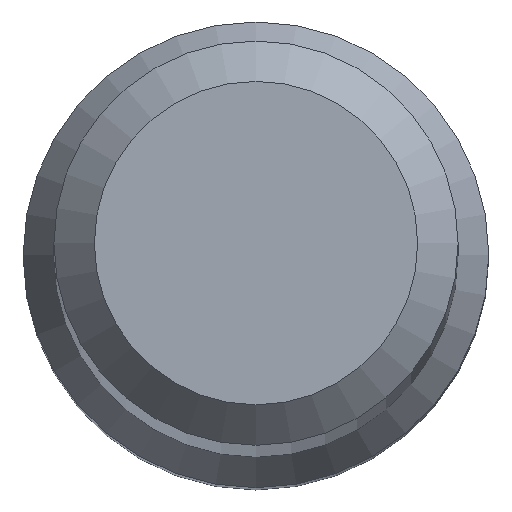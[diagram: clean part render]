
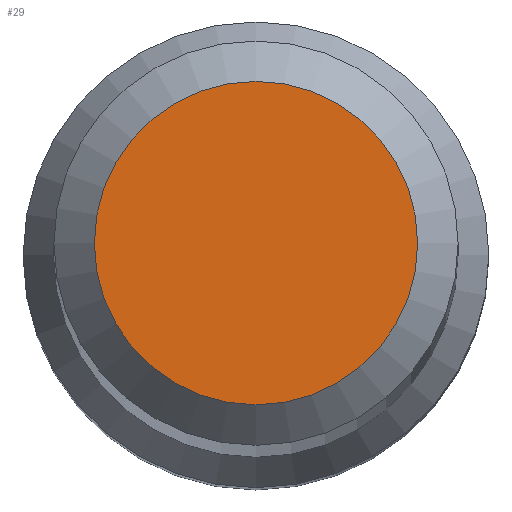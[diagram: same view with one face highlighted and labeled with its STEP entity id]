
A CAD part, top view. The second image highlights one B-rep face of the part: STEP entity #29.
In plain terms, the highlighted planar face has unit normal (0, 0, 1).
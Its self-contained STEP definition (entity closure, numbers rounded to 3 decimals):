
#8 = ORIENTED_EDGE ( 'NONE', *, *, #141, .F. ) ;
#22 = VERTEX_POINT ( 'NONE', #39 ) ;
#29 = ADVANCED_FACE ( 'NONE', ( #64 ), #120, .T. ) ;
#39 = CARTESIAN_POINT ( 'NONE',  ( 0., 1.6, 80. ) ) ;
#64 = FACE_OUTER_BOUND ( 'NONE', #199, .T. ) ;
#90 = CARTESIAN_POINT ( 'NONE',  ( 0., 0., 80. ) ) ;
#91 = AXIS2_PLACEMENT_3D ( 'NONE', #159, #197, #164 ) ;
#112 = DIRECTION ( 'NONE',  ( 0., 0., -1. ) ) ;
#120 = PLANE ( 'NONE',  #91 ) ;
#141 = EDGE_CURVE ( 'NONE', #22, #22, #145, .T. ) ;
#145 = CIRCLE ( 'NONE', #173, 1.6 ) ;
#159 = CARTESIAN_POINT ( 'NONE',  ( 0., 0., 80. ) ) ;
#164 = DIRECTION ( 'NONE',  ( 0., -1., 0. ) ) ;
#173 = AXIS2_PLACEMENT_3D ( 'NONE', #90, #112, #205 ) ;
#197 = DIRECTION ( 'NONE',  ( 0., 0., 1. ) ) ;
#199 = EDGE_LOOP ( 'NONE', ( #8 ) ) ;
#205 = DIRECTION ( 'NONE',  ( 0., 1., 0. ) ) ;
